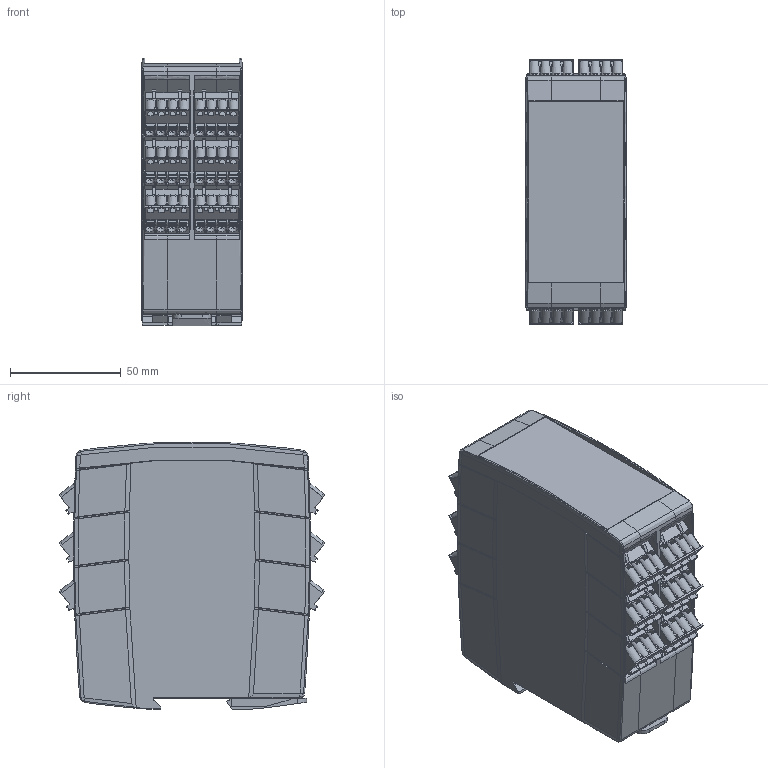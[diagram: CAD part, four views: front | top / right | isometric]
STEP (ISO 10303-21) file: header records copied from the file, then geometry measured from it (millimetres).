
FILE_DESCRIPTION (( 'STEP AP214' ), '1' );
FILE_NAME ('PC_UH5947.STEP', '2024-06-11T16:06:03', ( '' ), ( '' ), 'SwSTEP 2.0', 'SolidWorks 2023', '' );
FILE_SCHEMA (( 'AUTOMOTIVE_DESIGN' ));
Length unit declared in the file: inch
Products named in the file (1): PC_UH5947
Bounding box: 45.3 x 120.18 x 121.02 mm (x, y, z)
Volume: 544152.6 mm3; surface area: 68379 mm2
Topology: 1 solids, 1 shells, 6750 faces, 18866 edges, 12372 vertices
Faces by surface type: plane 4956, cylinder 1557, bspline 139, cone 98
Full cylindrical faces by diameter (mm): 0.744 x12, 0.804 x12, 4 x48
Entity records: 222908 total; most frequent: CARTESIAN_POINT 48444, ORIENTED_EDGE 37588, DIRECTION 34552, EDGE_CURVE 18794, VECTOR 14382, LINE 14382, VERTEX_POINT 12372, AXIS2_PLACEMENT_3D 10085
